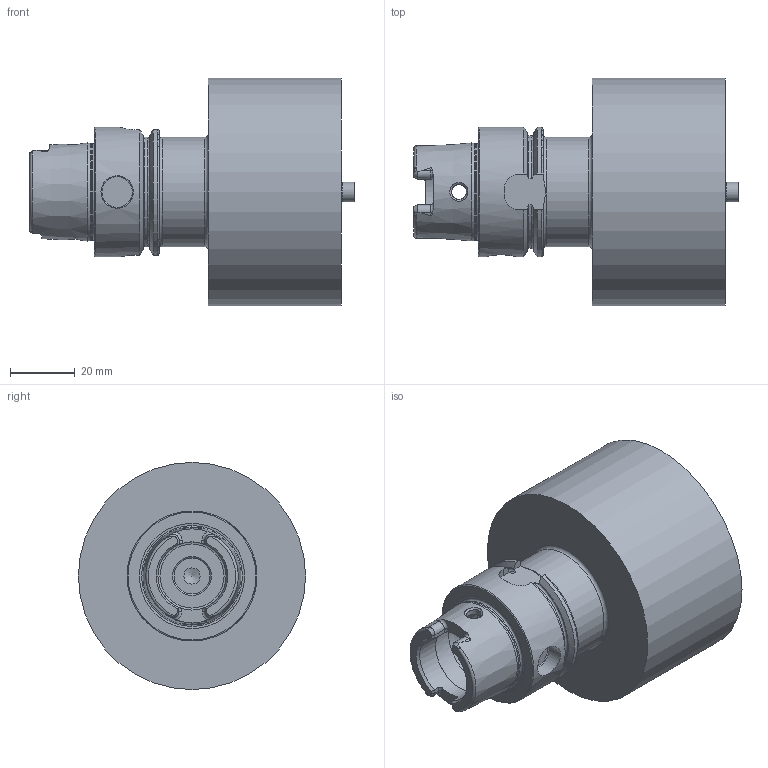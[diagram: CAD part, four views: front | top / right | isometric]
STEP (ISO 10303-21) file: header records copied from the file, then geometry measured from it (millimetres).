
FILE_DESCRIPTION (( 'STEP AP214' ), '1' );
FILE_NAME ('HA4.Ro7.070.076.STEP', '2022-08-18T06:21:09', ( '' ), ( '' ), 'SwSTEP 2.0', 'SolidWorks 2017', '' );
FILE_SCHEMA (( 'AUTOMOTIVE_DESIGN' ));
Length unit declared in the file: millimetre
Products named in the file (1): HA4.Ro7.070.076
Bounding box: 99.9 x 70 x 70 mm (x, y, z)
Volume: 195474.7 mm3; surface area: 26074.7 mm2
Topology: 1 solids, 1 shells, 130 faces, 340 edges, 216 vertices
Faces by surface type: plane 48, cylinder 35, torus 25, cone 20, bspline 2
Full cylindrical faces by diameter (mm): 1.6 x1, 4.6 x2, 5 x1, 6 x1, 10 x1, 11 x1, 12.5 x1, 21 x2, 25.5 x1, 29.707 x1, 33.7 x1, 40 x1, 70 x1
Entity records: 4974 total; most frequent: CARTESIAN_POINT 2055, ORIENTED_EDGE 588, DIRECTION 563, EDGE_CURVE 294, AXIS2_PLACEMENT_3D 237, VERTEX_POINT 205, EDGE_LOOP 173, FACE_OUTER_BOUND 157
